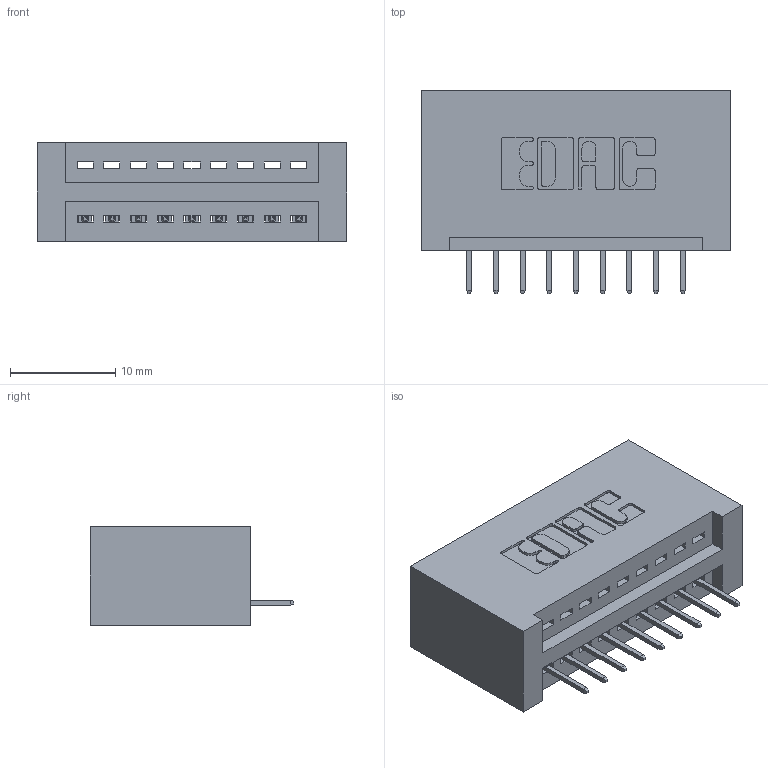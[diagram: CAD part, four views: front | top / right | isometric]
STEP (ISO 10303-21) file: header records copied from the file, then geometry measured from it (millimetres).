
FILE_DESCRIPTION (( 'STEP AP203' ), '1' );
FILE_NAME ('345-009-524-101.STEP', '2018-08-17T06:00:27', ( '' ), ( '' ), 'SwSTEP 2.0', 'SolidWorks 2016', '' );
FILE_SCHEMA (( 'CONFIG_CONTROL_DESIGN' ));
Length unit declared in the file: inch
Products named in the file (3): 345 Part_No Mounting Lugs; 345-292-001_345-293-124; 345-009-524-101
Assembly tree (10 placements, depth 2):
  345-009-524-101
    345 Part_No Mounting Lugs
    345-292-001_345-293-124  x9
Bounding box: 29.46 x 19.35 x 9.4 mm (x, y, z)
Volume: 3077 mm3; surface area: 3717 mm2
Topology: 10 solids, 10 shells, 676 faces, 1937 edges, 1254 vertices
Faces by surface type: plane 490, cylinder 186
Entity records: 11013 total; most frequent: CARTESIAN_POINT 1915, ORIENTED_EDGE 1858, DIRECTION 1715, EDGE_CURVE 929, LINE 773, VECTOR 773, VERTEX_POINT 614, AXIS2_PLACEMENT_3D 471
